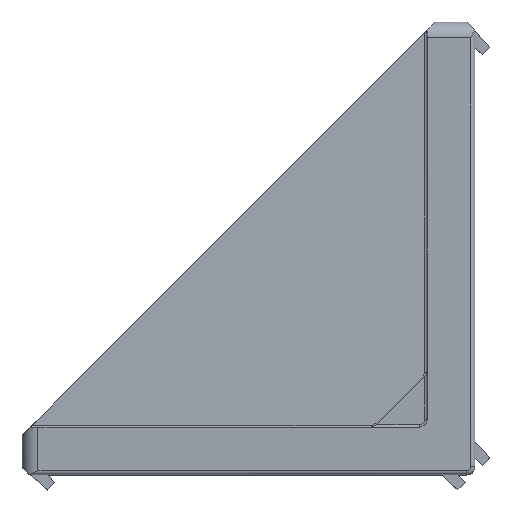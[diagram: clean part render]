
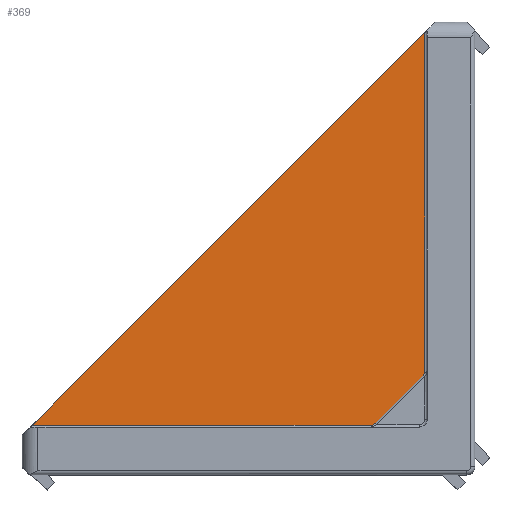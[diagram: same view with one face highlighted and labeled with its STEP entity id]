
A CAD part, top view. The second image highlights one B-rep face of the part: STEP entity #369.
In plain terms, the highlighted planar face has unit normal (-0.012, 0.012, 1).
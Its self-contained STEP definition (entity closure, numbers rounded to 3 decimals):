
#76 = FACE_OUTER_BOUND ( 'NONE', #2332, .T. ) ;
#119 = EDGE_CURVE ( 'NONE', #943, #2166, #312, .T. ) ;
#155 = CARTESIAN_POINT ( 'NONE',  ( -57., 5., -9. ) ) ;
#175 = DIRECTION ( 'NONE',  ( 0.707, 0.707, 0. ) ) ;
#287 = CARTESIAN_POINT ( 'NONE',  ( -6.296, 6.586, -8.394 ) ) ;
#312 = LINE ( 'NONE', #155, #4892 ) ;
#369 = ADVANCED_FACE ( 'NONE', ( #76 ), #4288, .T. ) ;
#911 = CARTESIAN_POINT ( 'NONE',  ( -6.296, 6.996, -8.399 ) ) ;
#943 = VERTEX_POINT ( 'NONE', #3705 ) ;
#1020 = CARTESIAN_POINT ( 'NONE',  ( -6.296, 56., -9.004 ) ) ;
#1124 = DIRECTION ( 'NONE',  ( 1., 0., 0.012 ) ) ;
#1669 =( BOUNDED_CURVE ( )  B_SPLINE_CURVE ( 3, ( #2593, #3043, #287, #3475 ),
 .UNSPECIFIED., .F., .F. ) 
 B_SPLINE_CURVE_WITH_KNOTS ( ( 4, 4 ),
 ( 2.356, 3.927 ),
 .UNSPECIFIED. ) 
 CURVE ( )  GEOMETRIC_REPRESENTATION_ITEM ( )  RATIONAL_B_SPLINE_CURVE ( ( 1., 0.805, 0.805, 1. ) ) 
 REPRESENTATION_ITEM ( '' )  );
#2166 = VERTEX_POINT ( 'NONE', #2777 ) ;
#2332 = EDGE_LOOP ( 'NONE', ( #4002, #5219, #3241, #5634 ) ) ;
#2593 = CARTESIAN_POINT ( 'NONE',  ( -6.996, 6.296, -8.399 ) ) ;
#2777 = CARTESIAN_POINT ( 'NONE',  ( -6.296, 55.704, -9. ) ) ;
#2888 = VECTOR ( 'NONE', #1124, 1000. ) ;
#3022 = LINE ( 'NONE', #5028, #2888 ) ;
#3043 = CARTESIAN_POINT ( 'NONE',  ( -6.586, 6.296, -8.394 ) ) ;
#3241 = ORIENTED_EDGE ( 'NONE', *, *, #119, .F. ) ;
#3288 = EDGE_CURVE ( 'NONE', #4006, #4580, #1669, .T. ) ;
#3395 = AXIS2_PLACEMENT_3D ( 'NONE', #4327, #4236, #4225 ) ;
#3475 = CARTESIAN_POINT ( 'NONE',  ( -6.296, 6.996, -8.399 ) ) ;
#3705 = CARTESIAN_POINT ( 'NONE',  ( -55.704, 6.296, -9. ) ) ;
#4002 = ORIENTED_EDGE ( 'NONE', *, *, #3288, .T. ) ;
#4006 = VERTEX_POINT ( 'NONE', #4914 ) ;
#4060 = EDGE_CURVE ( 'NONE', #4580, #2166, #5328, .T. ) ;
#4225 = DIRECTION ( 'NONE',  ( 1., 0., 0.012 ) ) ;
#4236 = DIRECTION ( 'NONE',  ( -0.012, 0.012, 1. ) ) ;
#4288 = PLANE ( 'NONE',  #3395 ) ;
#4327 = CARTESIAN_POINT ( 'NONE',  ( -57., 5., -9. ) ) ;
#4580 = VERTEX_POINT ( 'NONE', #911 ) ;
#4785 = EDGE_CURVE ( 'NONE', #943, #4006, #3022, .T. ) ;
#4892 = VECTOR ( 'NONE', #175, 1000. ) ;
#4914 = CARTESIAN_POINT ( 'NONE',  ( -6.996, 6.296, -8.399 ) ) ;
#4968 = DIRECTION ( 'NONE',  ( 0., 1., -0.012 ) ) ;
#5028 = CARTESIAN_POINT ( 'NONE',  ( -7., 6.296, -8.399 ) ) ;
#5207 = VECTOR ( 'NONE', #4968, 1000. ) ;
#5219 = ORIENTED_EDGE ( 'NONE', *, *, #4060, .T. ) ;
#5328 = LINE ( 'NONE', #1020, #5207 ) ;
#5634 = ORIENTED_EDGE ( 'NONE', *, *, #4785, .T. ) ;
